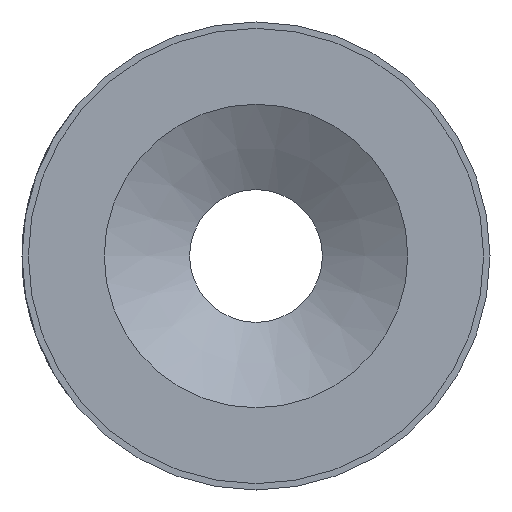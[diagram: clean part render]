
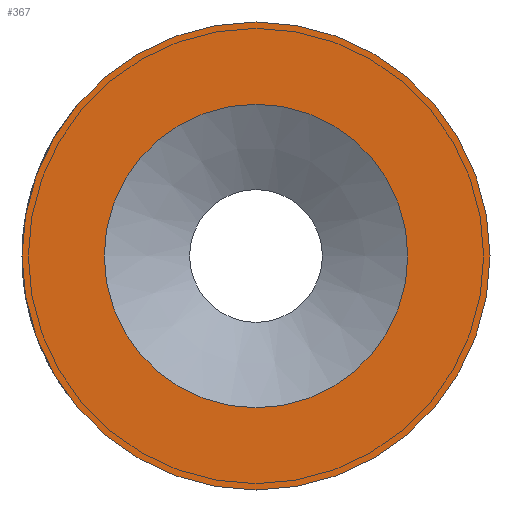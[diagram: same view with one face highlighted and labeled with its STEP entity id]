
A CAD part, left-side view. The second image highlights one B-rep face of the part: STEP entity #367.
In plain terms, the highlighted planar face has unit normal (-1, 0, 0).
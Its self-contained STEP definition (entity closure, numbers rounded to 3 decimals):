
#136=PLANE('',#3380);
#367=ADVANCED_FACE('',(#592,#593),#136,.T.);
#592=FACE_BOUND('',#681,.T.);
#593=FACE_BOUND('',#682,.T.);
#681=EDGE_LOOP('',(#986));
#682=EDGE_LOOP('',(#987));
#986=ORIENTED_EDGE('',*,*,#1915,.T.);
#987=ORIENTED_EDGE('',*,*,#1842,.T.);
#1593=VERTEX_POINT('',#4860);
#1654=VERTEX_POINT('',#5167);
#1842=EDGE_CURVE('',#1593,#1593,#2205,.T.);
#1915=EDGE_CURVE('',#1654,#1654,#2234,.T.);
#2205=CIRCLE('',#3323,1.85);
#2234=CIRCLE('',#3378,1.2);
#3323=AXIS2_PLACEMENT_3D('',#4859,#3765,#3766);
#3378=AXIS2_PLACEMENT_3D('',#5166,#3910,#3911);
#3380=AXIS2_PLACEMENT_3D('',#5169,#3914,#3915);
#3765=DIRECTION('',(-1.,0.,0.));
#3766=DIRECTION('',(0.,1.,0.));
#3910=DIRECTION('',(1.,0.,0.));
#3911=DIRECTION('',(0.,1.,0.));
#3914=DIRECTION('',(-1.,0.,0.));
#3915=DIRECTION('',(0.,1.,0.));
#4859=CARTESIAN_POINT('',(-22.852,-18.888,0.));
#4860=CARTESIAN_POINT('',(-22.852,-17.038,0.));
#5166=CARTESIAN_POINT('',(-22.852,-18.888,0.));
#5167=CARTESIAN_POINT('',(-22.852,-17.688,0.));
#5169=CARTESIAN_POINT('',(-22.852,-20.923,2.035));
